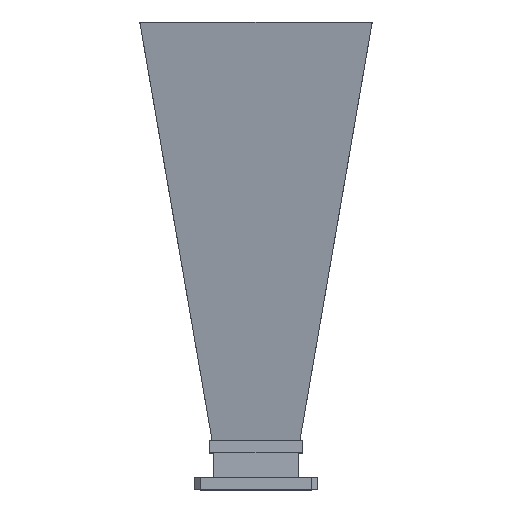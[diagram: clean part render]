
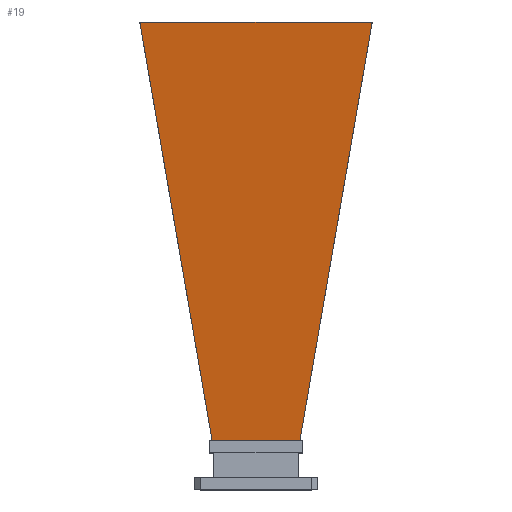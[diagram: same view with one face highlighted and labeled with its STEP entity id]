
A CAD part, top view. The second image highlights one B-rep face of the part: STEP entity #19.
In plain terms, the highlighted planar face has unit normal (0, -0.138, 0.991).
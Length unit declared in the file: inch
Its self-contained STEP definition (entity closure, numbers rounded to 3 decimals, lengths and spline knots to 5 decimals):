
#19 = ADVANCED_FACE ( 'NONE', ( #467 ), #956, .F. ) ;
#119 = ORIENTED_EDGE ( 'NONE', *, *, #653, .F. ) ;
#150 = ORIENTED_EDGE ( 'NONE', *, *, #297, .F. ) ;
#182 = CARTESIAN_POINT ( 'NONE',  ( 1.14287, 1.72219, 0.66532 ) ) ;
#234 = CARTESIAN_POINT ( 'NONE',  ( 0.8885, 0.25, 0.46065 ) ) ;
#297 = EDGE_CURVE ( 'NONE', #503, #1295, #1341, .T. ) ;
#305 = LINE ( 'NONE', #1275, #739 ) ;
#310 = VERTEX_POINT ( 'NONE', #1417 ) ;
#312 = LINE ( 'NONE', #913, #428 ) ;
#351 = DIRECTION ( 'NONE',  ( 0., 0.99, 0.138 ) ) ;
#382 = DIRECTION ( 'NONE',  ( 0.169, -0.976, -0.136 ) ) ;
#428 = VECTOR ( 'NONE', #1385, 39.37008 ) ;
#467 = FACE_OUTER_BOUND ( 'NONE', #1405, .T. ) ;
#494 = LINE ( 'NONE', #1460, #709 ) ;
#500 = CARTESIAN_POINT ( 'NONE',  ( 2.35051, 8.71137, 1.637 ) ) ;
#503 = VERTEX_POINT ( 'NONE', #500 ) ;
#578 = AXIS2_PLACEMENT_3D ( 'NONE', #1435, #590, #351 ) ;
#590 = DIRECTION ( 'NONE',  ( 0., 0.138, -0.99 ) ) ;
#601 = EDGE_CURVE ( 'NONE', #503, #726, #312, .T. ) ;
#653 = EDGE_CURVE ( 'NONE', #1295, #310, #305, .T. ) ;
#709 = VECTOR ( 'NONE', #382, 39.37008 ) ;
#726 = VERTEX_POINT ( 'NONE', #1054 ) ;
#739 = VECTOR ( 'NONE', #805, 39.37008 ) ;
#803 = ORIENTED_EDGE ( 'NONE', *, *, #601, .T. ) ;
#805 = DIRECTION ( 'NONE',  ( -1., 0., 0. ) ) ;
#913 = CARTESIAN_POINT ( 'NONE',  ( 10.31982, 8.71137, 1.637 ) ) ;
#956 = PLANE ( 'NONE',  #578 ) ;
#1026 = DIRECTION ( 'NONE',  ( -0.169, -0.976, -0.136 ) ) ;
#1054 = CARTESIAN_POINT ( 'NONE',  ( -2.35051, 8.71137, 1.637 ) ) ;
#1123 = EDGE_CURVE ( 'NONE', #726, #310, #494, .T. ) ;
#1266 = VECTOR ( 'NONE', #1026, 39.37008 ) ;
#1275 = CARTESIAN_POINT ( 'NONE',  ( 1.81321, 0.25, 0.46065 ) ) ;
#1295 = VERTEX_POINT ( 'NONE', #234 ) ;
#1341 = LINE ( 'NONE', #182, #1266 ) ;
#1385 = DIRECTION ( 'NONE',  ( -1., 0., 0. ) ) ;
#1405 = EDGE_LOOP ( 'NONE', ( #803, #1485, #119, #150 ) ) ;
#1417 = CARTESIAN_POINT ( 'NONE',  ( -0.8885, 0.25, 0.46065 ) ) ;
#1435 = CARTESIAN_POINT ( 'NONE',  ( 10.31982, 0.1666, 0.44905 ) ) ;
#1460 = CARTESIAN_POINT ( 'NONE',  ( -1.14287, 1.72219, 0.66532 ) ) ;
#1485 = ORIENTED_EDGE ( 'NONE', *, *, #1123, .T. ) ;
